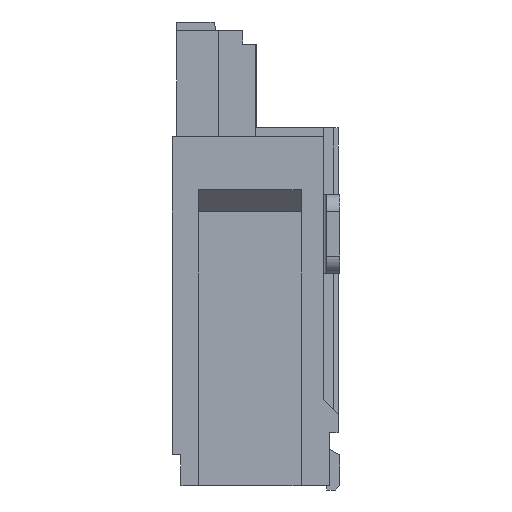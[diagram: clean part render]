
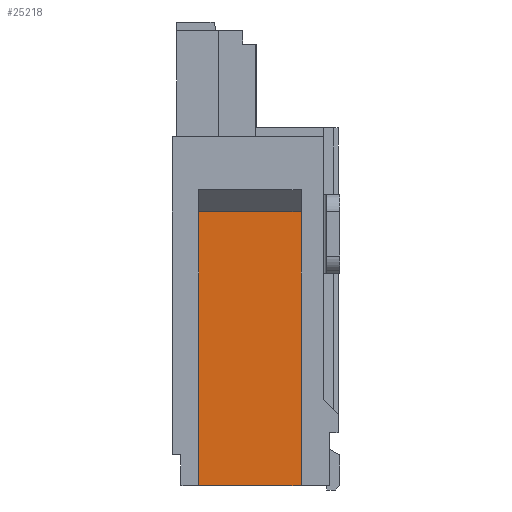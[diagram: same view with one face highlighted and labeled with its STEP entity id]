
A CAD part, left-side view. The second image highlights one B-rep face of the part: STEP entity #25218.
In plain terms, the highlighted planar face has unit normal (-1, 0, 0).
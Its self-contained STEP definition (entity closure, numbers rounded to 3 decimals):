
#9251=DIRECTION('',(0.,-1.,0.));
#9252=VECTOR('',#9251,1.16);
#9253=CARTESIAN_POINT('',(-5.1,1.58,-4.05));
#9254=LINE('',#9253,#9252);
#9275=DIRECTION('',(0.,1.,0.));
#9276=VECTOR('',#9275,1.16);
#9277=CARTESIAN_POINT('',(-5.1,0.42,-0.95));
#9278=LINE('',#9277,#9276);
#9279=DIRECTION('',(0.,0.,1.));
#9280=VECTOR('',#9279,3.1);
#9281=CARTESIAN_POINT('',(-5.1,1.58,-4.05));
#9282=LINE('',#9281,#9280);
#9291=DIRECTION('',(0.,0.,1.));
#9292=VECTOR('',#9291,3.1);
#9293=CARTESIAN_POINT('',(-5.1,0.42,-4.05));
#9294=LINE('',#9293,#9292);
#9508=CARTESIAN_POINT('',(-5.1,1.58,-4.05));
#9509=CARTESIAN_POINT('',(-5.1,0.42,-4.05));
#9510=VERTEX_POINT('',#9508);
#9511=VERTEX_POINT('',#9509);
#9578=CARTESIAN_POINT('',(-5.1,1.58,-0.95));
#9580=VERTEX_POINT('',#9578);
#9584=CARTESIAN_POINT('',(-5.1,0.42,-0.95));
#9585=VERTEX_POINT('',#9584);
#25204=CARTESIAN_POINT('',(-5.1,1.58,-4.05));
#25205=DIRECTION('',(1.,0.,0.));
#25206=DIRECTION('',(0.,-1.,0.));
#25207=AXIS2_PLACEMENT_3D('',#25204,#25205,#25206);
#25208=PLANE('',#25207);
#25210=ORIENTED_EDGE('',*,*,#25209,.F.);
#25212=ORIENTED_EDGE('',*,*,#25211,.F.);
#25213=ORIENTED_EDGE('',*,*,#25189,.F.);
#25215=ORIENTED_EDGE('',*,*,#25214,.T.);
#25216=EDGE_LOOP('',(#25210,#25212,#25213,#25215));
#25217=FACE_OUTER_BOUND('',#25216,.F.);
#25218=ADVANCED_FACE('',(#25217),#25208,.F.);
#25189=EDGE_CURVE('',#9510,#9511,#9254,.T.);
#25209=EDGE_CURVE('',#9585,#9580,#9278,.T.);
#25211=EDGE_CURVE('',#9511,#9585,#9294,.T.);
#25214=EDGE_CURVE('',#9510,#9580,#9282,.T.);
